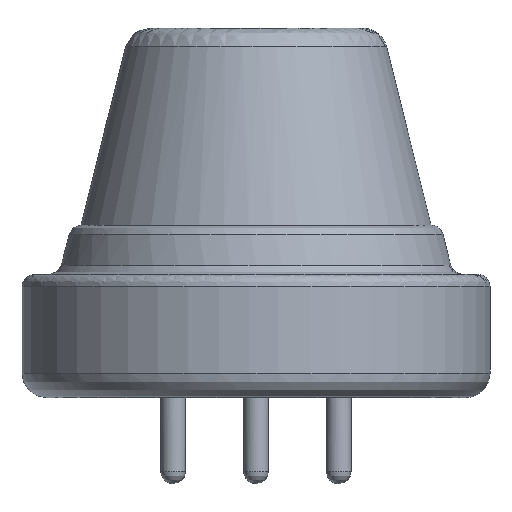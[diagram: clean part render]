
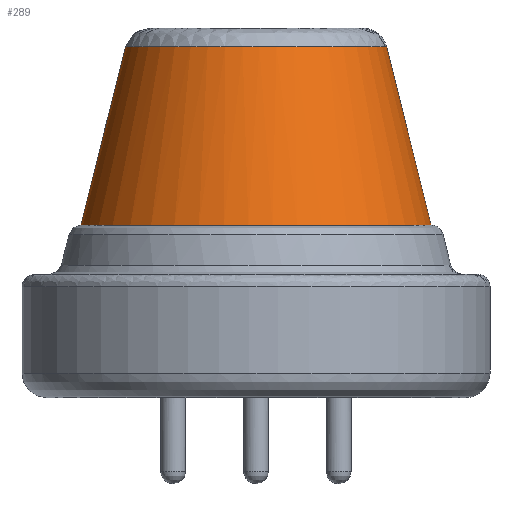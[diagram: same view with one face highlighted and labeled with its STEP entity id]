
A CAD part, front view. The second image highlights one B-rep face of the part: STEP entity #289.
In plain terms, the highlighted free-form (B-spline) face has degree [2, 1] with [9, 2] control points.
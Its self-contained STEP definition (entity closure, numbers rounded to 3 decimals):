
#289=ADVANCED_FACE('',(#334),#774,.T.);
#334=FACE_OUTER_BOUND('',#380,.T.);
#380=EDGE_LOOP('',(#510,#511,#512,#513));
#510=ORIENTED_EDGE('',*,*,#593,.F.);
#511=ORIENTED_EDGE('',*,*,#592,.T.);
#512=ORIENTED_EDGE('',*,*,#593,.T.);
#513=ORIENTED_EDGE('',*,*,#594,.F.);
#592=EDGE_CURVE('',#728,#728,#671,.T.);
#593=EDGE_CURVE('',#728,#729,#598,.T.);
#594=EDGE_CURVE('',#729,#729,#672,.T.);
#598=B_SPLINE_CURVE_WITH_KNOTS('',1,(#1916,#1917),.UNSPECIFIED.,.F.,.F.,
(2,2),(2.062,9.527),.UNSPECIFIED.);
#671=(
BOUNDED_CURVE()
B_SPLINE_CURVE(2,(#1907,#1908,#1909,#1910,#1911,#1912,#1913,#1914,#1915),
 .UNSPECIFIED.,.T.,.F.)
B_SPLINE_CURVE_WITH_KNOTS((3,2,2,2,3),(0.,11.168,22.336,
33.503,44.671),.UNSPECIFIED.)
CURVE()
GEOMETRIC_REPRESENTATION_ITEM()
RATIONAL_B_SPLINE_CURVE((1.,0.707,1.,0.707,1.,0.707,
1.,0.707,1.))
REPRESENTATION_ITEM('')
);
#672=(
BOUNDED_CURVE()
B_SPLINE_CURVE(2,(#1918,#1919,#1920,#1921,#1922,#1923,#1924,#1925,#1926),
 .UNSPECIFIED.,.T.,.F.)
B_SPLINE_CURVE_WITH_KNOTS((3,2,2,2,3),(0.,6.8,13.599,
20.399,27.198),.UNSPECIFIED.)
CURVE()
GEOMETRIC_REPRESENTATION_ITEM()
RATIONAL_B_SPLINE_CURVE((1.,0.707,1.,0.707,1.,0.707,
1.,0.707,1.))
REPRESENTATION_ITEM('')
);
#728=VERTEX_POINT('',#1904);
#729=VERTEX_POINT('',#1905);
#774=(
BOUNDED_SURFACE()
B_SPLINE_SURFACE(2,1,((#1858,#1859),(#1860,#1861),(#1862,#1863),(#1864,
#1865),(#1866,#1867),(#1868,#1869),(#1870,#1871),(#1872,#1873),(#1874,#1875)),
 .UNSPECIFIED.,.T.,.F.,.F.)
B_SPLINE_SURFACE_WITH_KNOTS((3,2,2,2,3),(2,2),(0.,11.168,22.336,
33.503,44.671),(2.062,10.308),
 .UNSPECIFIED.)
GEOMETRIC_REPRESENTATION_ITEM()
RATIONAL_B_SPLINE_SURFACE(((1.,1.),(0.707,0.707),
(1.,1.),(0.707,0.707),(1.,1.),(0.707,
0.707),(1.,1.),(0.707,0.707),(1.,1.)))
REPRESENTATION_ITEM('')
SURFACE()
);
#1858=CARTESIAN_POINT('',(7.11,0.,7.));
#1859=CARTESIAN_POINT('',(5.11,0.,15.));
#1860=CARTESIAN_POINT('',(7.11,7.11,7.));
#1861=CARTESIAN_POINT('',(5.11,5.11,15.));
#1862=CARTESIAN_POINT('',(0.,7.11,7.));
#1863=CARTESIAN_POINT('',(0.,5.11,15.));
#1864=CARTESIAN_POINT('',(-7.11,7.11,7.));
#1865=CARTESIAN_POINT('',(-5.11,5.11,15.));
#1866=CARTESIAN_POINT('',(-7.11,0.,7.));
#1867=CARTESIAN_POINT('',(-5.11,0.,15.));
#1868=CARTESIAN_POINT('',(-7.11,-7.11,7.));
#1869=CARTESIAN_POINT('',(-5.11,-5.11,15.));
#1870=CARTESIAN_POINT('',(0.,-7.11,7.));
#1871=CARTESIAN_POINT('',(0.,-5.11,15.));
#1872=CARTESIAN_POINT('',(7.11,-7.11,7.));
#1873=CARTESIAN_POINT('',(5.11,-5.11,15.));
#1874=CARTESIAN_POINT('',(7.11,0.,7.));
#1875=CARTESIAN_POINT('',(5.11,0.,15.));
#1904=CARTESIAN_POINT('',(7.11,0.,7.));
#1905=CARTESIAN_POINT('',(5.299,0.,14.243));
#1907=CARTESIAN_POINT('',(7.11,0.,7.));
#1908=CARTESIAN_POINT('',(7.11,7.11,7.));
#1909=CARTESIAN_POINT('',(0.,7.11,7.));
#1910=CARTESIAN_POINT('',(-7.11,7.11,7.));
#1911=CARTESIAN_POINT('',(-7.11,0.,7.));
#1912=CARTESIAN_POINT('',(-7.11,-7.11,7.));
#1913=CARTESIAN_POINT('',(0.,-7.11,7.));
#1914=CARTESIAN_POINT('',(7.11,-7.11,7.));
#1915=CARTESIAN_POINT('',(7.11,0.,7.));
#1916=CARTESIAN_POINT('',(7.11,0.,7.));
#1917=CARTESIAN_POINT('',(5.299,0.,14.243));
#1918=CARTESIAN_POINT('',(5.299,0.,14.243));
#1919=CARTESIAN_POINT('',(5.299,5.299,14.243));
#1920=CARTESIAN_POINT('',(0.,5.299,14.243));
#1921=CARTESIAN_POINT('',(-5.299,5.299,14.243));
#1922=CARTESIAN_POINT('',(-5.299,0.,14.243));
#1923=CARTESIAN_POINT('',(-5.299,-5.299,14.243));
#1924=CARTESIAN_POINT('',(0.,-5.299,14.243));
#1925=CARTESIAN_POINT('',(5.299,-5.299,14.243));
#1926=CARTESIAN_POINT('',(5.299,0.,14.243));
